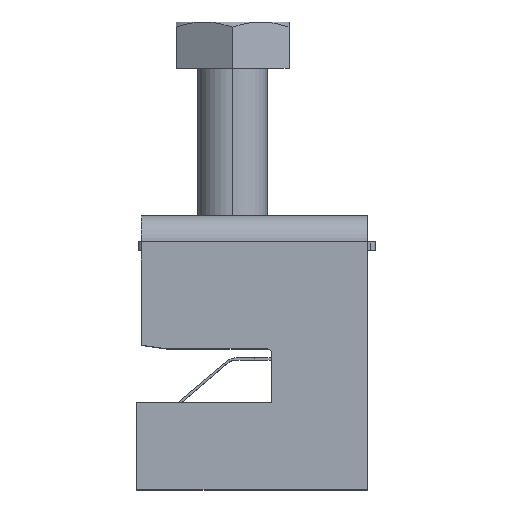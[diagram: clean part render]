
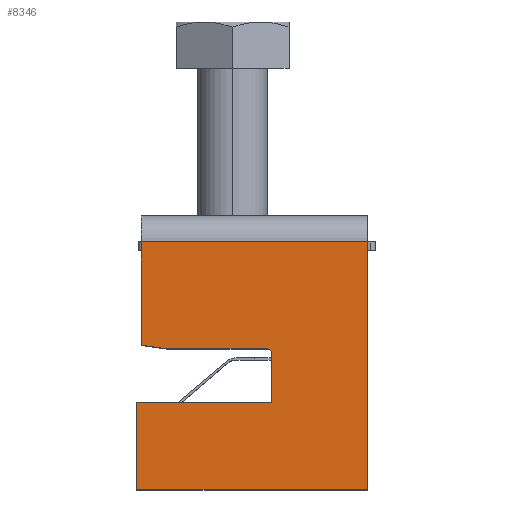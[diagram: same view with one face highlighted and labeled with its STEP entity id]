
A CAD part, top view. The second image highlights one B-rep face of the part: STEP entity #8346.
In plain terms, the highlighted planar face has unit normal (0, 0, 1).
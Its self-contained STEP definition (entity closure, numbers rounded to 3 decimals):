
#4282=DIRECTION('',(-1.,0.,0.));
#4283=VECTOR('',#4282,15.5);
#4284=CARTESIAN_POINT('',(-19.519,-7.579,16.));
#4285=LINE('',#4284,#4283);
#4317=DIRECTION('',(0.,-1.,0.));
#4318=VECTOR('',#4317,28.5);
#4319=CARTESIAN_POINT('',(-8.519,10.921,16.));
#4320=LINE('',#4319,#4318);
#4324=DIRECTION('',(-1.,0.,0.));
#4325=VECTOR('',#4324,26.5);
#4326=CARTESIAN_POINT('',(-8.519,-17.579,16.));
#4327=LINE('',#4326,#4325);
#4331=DIRECTION('',(0.,1.,0.));
#4332=VECTOR('',#4331,5.7);
#4333=CARTESIAN_POINT('',(-19.519,-7.579,16.));
#4334=LINE('',#4333,#4332);
#4338=CARTESIAN_POINT('',(-20.019,-1.879,16.));
#4339=DIRECTION('',(0.,0.,1.));
#4340=DIRECTION('',(1.,0.,0.));
#4341=AXIS2_PLACEMENT_3D('',#4338,#4339,#4340);
#4346=CARTESIAN_POINT('',(-20.019,-1.879,16.));
#4347=DIRECTION('',(0.,0.,1.));
#4348=DIRECTION('',(0.707,0.707,0.));
#4349=AXIS2_PLACEMENT_3D('',#4346,#4347,#4348);
#4354=DIRECTION('',(-0.99,0.139,0.));
#4355=VECTOR('',#4354,3.049);
#4356=CARTESIAN_POINT('',(-31.5,-1.379,16.));
#4357=LINE('',#4356,#4355);
#4361=DIRECTION('',(0.,1.,0.));
#4362=VECTOR('',#4361,11.876);
#4363=CARTESIAN_POINT('',(-34.519,-0.955,16.));
#4364=LINE('',#4363,#4362);
#4368=DIRECTION('',(0.,-1.,0.));
#4369=VECTOR('',#4368,10.);
#4370=CARTESIAN_POINT('',(-35.019,-7.579,16.));
#4371=LINE('',#4370,#4369);
#4410=DIRECTION('',(1.,0.,0.));
#4411=VECTOR('',#4410,11.481);
#4412=CARTESIAN_POINT('',(-31.5,-1.379,16.));
#4413=LINE('',#4412,#4411);
#5405=DIRECTION('',(-1.,0.,0.));
#5406=VECTOR('',#5405,26.);
#5407=CARTESIAN_POINT('',(-8.519,10.921,16.));
#5408=LINE('',#5407,#5406);
#6575=CARTESIAN_POINT('',(-8.519,-17.579,16.));
#6576=VERTEX_POINT('',#6575);
#6577=CARTESIAN_POINT('',(-8.519,10.921,16.));
#6578=VERTEX_POINT('',#6577);
#6709=CARTESIAN_POINT('',(-19.519,-7.579,16.));
#6710=CARTESIAN_POINT('',(-35.019,-7.579,16.));
#6711=VERTEX_POINT('',#6709);
#6712=VERTEX_POINT('',#6710);
#6713=CARTESIAN_POINT('',(-35.019,-17.579,16.));
#6714=VERTEX_POINT('',#6713);
#6715=CARTESIAN_POINT('',(-19.519,-1.879,16.));
#6716=VERTEX_POINT('',#6715);
#6717=CARTESIAN_POINT('',(-19.666,-1.526,16.));
#6718=CARTESIAN_POINT('',(-20.019,-1.379,16.));
#6719=VERTEX_POINT('',#6717);
#6720=VERTEX_POINT('',#6718);
#6721=CARTESIAN_POINT('',(-31.5,-1.379,16.));
#6722=VERTEX_POINT('',#6721);
#6723=CARTESIAN_POINT('',(-34.519,-0.955,16.));
#6724=VERTEX_POINT('',#6723);
#6725=CARTESIAN_POINT('',(-34.519,10.921,16.));
#6726=VERTEX_POINT('',#6725);
#8319=CARTESIAN_POINT('',(-22.233,-12.614,16.));
#8320=DIRECTION('',(0.,0.,1.));
#8321=DIRECTION('',(1.,0.,0.));
#8322=AXIS2_PLACEMENT_3D('',#8319,#8320,#8321);
#8323=PLANE('',#8322);
#8324=ORIENTED_EDGE('',*,*,#7829,.T.);
#8326=ORIENTED_EDGE('',*,*,#8325,.T.);
#8328=ORIENTED_EDGE('',*,*,#8327,.F.);
#8329=ORIENTED_EDGE('',*,*,#8300,.F.);
#8331=ORIENTED_EDGE('',*,*,#8330,.T.);
#8333=ORIENTED_EDGE('',*,*,#8332,.T.);
#8335=ORIENTED_EDGE('',*,*,#8334,.T.);
#8337=ORIENTED_EDGE('',*,*,#8336,.F.);
#8339=ORIENTED_EDGE('',*,*,#8338,.T.);
#8341=ORIENTED_EDGE('',*,*,#8340,.T.);
#8343=ORIENTED_EDGE('',*,*,#8342,.F.);
#8344=EDGE_LOOP('',(#8324,#8326,#8328,#8329,#8331,#8333,#8335,#8337,#8339,#8341,
#8343));
#8345=FACE_OUTER_BOUND('',#8344,.F.);
#4342=CIRCLE('',#4341,0.5);
#4350=CIRCLE('',#4349,0.5);
#7829=EDGE_CURVE('',#6578,#6576,#4320,.T.);
#8300=EDGE_CURVE('',#6711,#6712,#4285,.T.);
#8325=EDGE_CURVE('',#6576,#6714,#4327,.T.);
#8327=EDGE_CURVE('',#6712,#6714,#4371,.T.);
#8330=EDGE_CURVE('',#6711,#6716,#4334,.T.);
#8332=EDGE_CURVE('',#6716,#6719,#4342,.T.);
#8334=EDGE_CURVE('',#6719,#6720,#4350,.T.);
#8336=EDGE_CURVE('',#6722,#6720,#4413,.T.);
#8338=EDGE_CURVE('',#6722,#6724,#4357,.T.);
#8340=EDGE_CURVE('',#6724,#6726,#4364,.T.);
#8342=EDGE_CURVE('',#6578,#6726,#5408,.T.);
#8346=ADVANCED_FACE('',(#8345),#8323,.T.);
